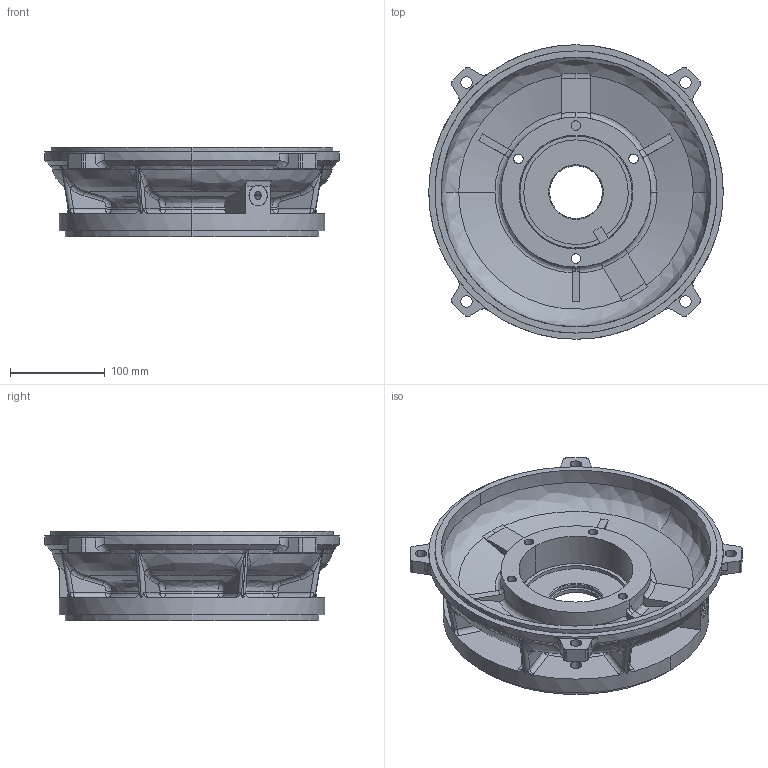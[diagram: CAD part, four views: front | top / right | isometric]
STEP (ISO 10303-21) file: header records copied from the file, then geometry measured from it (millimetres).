
FILE_DESCRIPTION (( 'STEP AP214' ), '1' );
FILE_NAME ('MTAP2-CFACE-280TC.STEP', '2018-12-11T00:39:44', ( '' ), ( '' ), 'SwSTEP 2.0', 'SolidWorks 2017', '' );
FILE_SCHEMA (( 'AUTOMOTIVE_DESIGN' ));
Length unit declared in the file: inch
Products named in the file (1): MTAP2-CFACE-280TC
Bounding box: 310 x 310 x 94.3 mm (x, y, z)
Volume: 2046960 mm3; surface area: 388692.6 mm2
Topology: 2 solids, 2 shells, 552 faces, 1467 edges, 914 vertices
Faces by surface type: bspline 251, cylinder 175, plane 86, cone 40
Entity records: 41629 total; most frequent: CARTESIAN_POINT 22868, ORIENTED_EDGE 2908, DIRECTION 1778, EDGE_CURVE 1454, VERTEX_POINT 914, AXIS2_PLACEMENT_3D 737, B_SPLINE_CURVE_WITH_KNOTS 639, EDGE_LOOP 598
